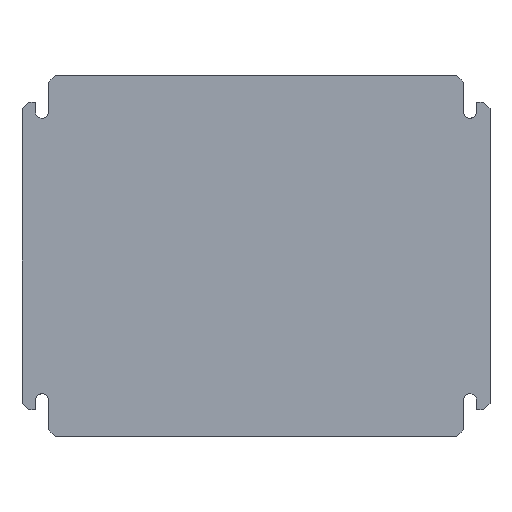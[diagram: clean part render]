
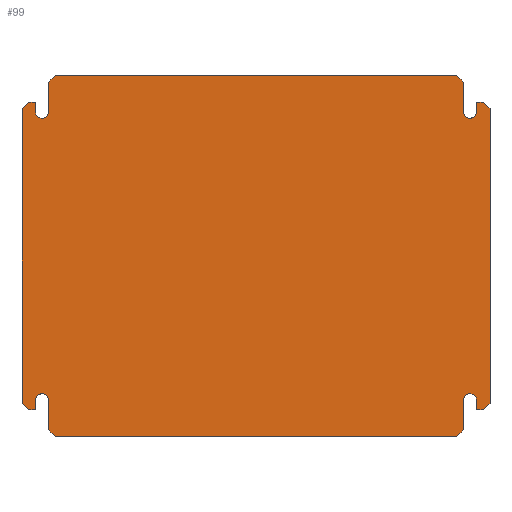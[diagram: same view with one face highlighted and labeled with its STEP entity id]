
A CAD part, top view. The second image highlights one B-rep face of the part: STEP entity #99.
In plain terms, the highlighted planar face has unit normal (0, 0, 1).
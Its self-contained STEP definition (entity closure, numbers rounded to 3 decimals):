
#99=ADVANCED_FACE('F3',(#155),#129,.T.);
#129=PLANE('',#675);
#155=FACE_OUTER_BOUND('',#185,.T.);
#185=EDGE_LOOP('',(#234,#235,#236,#237,#238,#239,#240,#241,#242,#243,#244,
#245,#246,#247,#248,#249,#250,#251,#252,#253,#254,#255,#256,#257,#258,#259,
#260,#261));
#215=CIRCLE('',#673,5.001);
#216=CIRCLE('',#674,5.001);
#219=(
BOUNDED_CURVE()
B_SPLINE_CURVE(2,(#850,#851,#852,#853,#854),.UNSPECIFIED.,.F.,.F.)
B_SPLINE_CURVE_WITH_KNOTS((3,2,3),(0.,0.5,1.),.UNSPECIFIED.)
CURVE()
GEOMETRIC_REPRESENTATION_ITEM()
RATIONAL_B_SPLINE_CURVE((1.,0.713,1.,0.713,1.))
REPRESENTATION_ITEM('')
);
#220=(
BOUNDED_CURVE()
B_SPLINE_CURVE(2,(#885,#886,#887,#888,#889),.UNSPECIFIED.,.F.,.F.)
B_SPLINE_CURVE_WITH_KNOTS((3,2,3),(0.,0.5,1.),
 .UNSPECIFIED.)
CURVE()
GEOMETRIC_REPRESENTATION_ITEM()
RATIONAL_B_SPLINE_CURVE((1.,0.713,1.,0.713,1.))
REPRESENTATION_ITEM('')
);
#224=B_SPLINE_CURVE_WITH_KNOTS('',1,(#845,#846),.UNSPECIFIED.,.F.,.F.,(2,
2),(0.,1.),.UNSPECIFIED.);
#225=B_SPLINE_CURVE_WITH_KNOTS('',3,(#878,#879,#880,#881),.UNSPECIFIED.,
 .F.,.F.,(4,4),(0.,1.),.UNSPECIFIED.);
#226=B_SPLINE_CURVE_WITH_KNOTS('',1,(#893,#894),.UNSPECIFIED.,.F.,.F.,(2,
2),(0.,1.),.UNSPECIFIED.);
#234=ORIENTED_EDGE('',*,*,#458,.T.);
#235=ORIENTED_EDGE('',*,*,#459,.T.);
#236=ORIENTED_EDGE('',*,*,#460,.T.);
#237=ORIENTED_EDGE('',*,*,#461,.T.);
#238=ORIENTED_EDGE('',*,*,#462,.T.);
#239=ORIENTED_EDGE('',*,*,#463,.T.);
#240=ORIENTED_EDGE('',*,*,#464,.T.);
#241=ORIENTED_EDGE('',*,*,#465,.T.);
#242=ORIENTED_EDGE('',*,*,#466,.T.);
#243=ORIENTED_EDGE('',*,*,#467,.T.);
#244=ORIENTED_EDGE('',*,*,#468,.T.);
#245=ORIENTED_EDGE('',*,*,#469,.T.);
#246=ORIENTED_EDGE('',*,*,#470,.T.);
#247=ORIENTED_EDGE('',*,*,#471,.T.);
#248=ORIENTED_EDGE('',*,*,#472,.T.);
#249=ORIENTED_EDGE('',*,*,#473,.T.);
#250=ORIENTED_EDGE('',*,*,#474,.T.);
#251=ORIENTED_EDGE('',*,*,#475,.T.);
#252=ORIENTED_EDGE('',*,*,#476,.T.);
#253=ORIENTED_EDGE('',*,*,#477,.T.);
#254=ORIENTED_EDGE('',*,*,#478,.T.);
#255=ORIENTED_EDGE('',*,*,#479,.T.);
#256=ORIENTED_EDGE('',*,*,#480,.T.);
#257=ORIENTED_EDGE('',*,*,#481,.T.);
#258=ORIENTED_EDGE('',*,*,#482,.T.);
#259=ORIENTED_EDGE('',*,*,#483,.T.);
#260=ORIENTED_EDGE('',*,*,#484,.T.);
#261=ORIENTED_EDGE('',*,*,#485,.T.);
#402=VERTEX_POINT('',#841);
#403=VERTEX_POINT('',#842);
#404=VERTEX_POINT('',#844);
#405=VERTEX_POINT('',#847);
#406=VERTEX_POINT('',#849);
#407=VERTEX_POINT('',#855);
#408=VERTEX_POINT('',#857);
#409=VERTEX_POINT('',#859);
#410=VERTEX_POINT('',#861);
#411=VERTEX_POINT('',#863);
#412=VERTEX_POINT('',#865);
#413=VERTEX_POINT('',#867);
#414=VERTEX_POINT('',#869);
#415=VERTEX_POINT('',#871);
#416=VERTEX_POINT('',#873);
#417=VERTEX_POINT('',#875);
#418=VERTEX_POINT('',#877);
#419=VERTEX_POINT('',#882);
#420=VERTEX_POINT('',#884);
#421=VERTEX_POINT('',#890);
#422=VERTEX_POINT('',#892);
#423=VERTEX_POINT('',#895);
#424=VERTEX_POINT('',#897);
#425=VERTEX_POINT('',#899);
#426=VERTEX_POINT('',#901);
#427=VERTEX_POINT('',#903);
#428=VERTEX_POINT('',#905);
#429=VERTEX_POINT('',#907);
#458=EDGE_CURVE('E29',#402,#403,#542,.T.);
#459=EDGE_CURVE('E30',#403,#404,#543,.T.);
#460=EDGE_CURVE('E31',#404,#405,#224,.T.);
#461=EDGE_CURVE('E32',#405,#406,#544,.T.);
#462=EDGE_CURVE('E33',#406,#407,#219,.T.);
#463=EDGE_CURVE('E34',#407,#408,#545,.T.);
#464=EDGE_CURVE('E35',#408,#409,#546,.T.);
#465=EDGE_CURVE('E36',#409,#410,#547,.T.);
#466=EDGE_CURVE('E37',#410,#411,#548,.T.);
#467=EDGE_CURVE('E38',#411,#412,#549,.T.);
#468=EDGE_CURVE('E39',#412,#413,#215,.T.);
#469=EDGE_CURVE('E40',#413,#414,#550,.T.);
#470=EDGE_CURVE('E41',#414,#415,#551,.T.);
#471=EDGE_CURVE('E42',#415,#416,#552,.T.);
#472=EDGE_CURVE('E43',#416,#417,#553,.T.);
#473=EDGE_CURVE('E44',#417,#418,#554,.T.);
#474=EDGE_CURVE('E45',#418,#419,#225,.T.);
#475=EDGE_CURVE('E46',#419,#420,#555,.T.);
#476=EDGE_CURVE('E47',#420,#421,#220,.T.);
#477=EDGE_CURVE('E48',#421,#422,#556,.T.);
#478=EDGE_CURVE('E49',#422,#423,#226,.T.);
#479=EDGE_CURVE('E50',#423,#424,#557,.T.);
#480=EDGE_CURVE('E51',#424,#425,#558,.T.);
#481=EDGE_CURVE('E52',#425,#426,#559,.T.);
#482=EDGE_CURVE('E53',#426,#427,#216,.T.);
#483=EDGE_CURVE('E54',#427,#428,#560,.T.);
#484=EDGE_CURVE('E55',#428,#429,#561,.T.);
#485=EDGE_CURVE('E56',#429,#402,#562,.T.);
#542=LINE('',#840,#607);
#543=LINE('',#843,#608);
#544=LINE('',#848,#609);
#545=LINE('',#856,#610);
#546=LINE('',#858,#611);
#547=LINE('',#860,#612);
#548=LINE('',#862,#613);
#549=LINE('',#864,#614);
#550=LINE('',#868,#615);
#551=LINE('',#870,#616);
#552=LINE('',#872,#617);
#553=LINE('',#874,#618);
#554=LINE('',#876,#619);
#555=LINE('',#883,#620);
#556=LINE('',#891,#621);
#557=LINE('',#896,#622);
#558=LINE('',#898,#623);
#559=LINE('',#900,#624);
#560=LINE('',#904,#625);
#561=LINE('',#906,#626);
#562=LINE('',#908,#627);
#607=VECTOR('',#708,1.);
#608=VECTOR('',#709,1.);
#609=VECTOR('',#710,1.);
#610=VECTOR('',#711,1.);
#611=VECTOR('',#712,1.);
#612=VECTOR('',#713,1.);
#613=VECTOR('',#714,1.);
#614=VECTOR('',#715,1.);
#615=VECTOR('',#718,1.);
#616=VECTOR('',#719,1.);
#617=VECTOR('',#720,1.);
#618=VECTOR('',#721,1.);
#619=VECTOR('',#722,1.);
#620=VECTOR('',#723,1.);
#621=VECTOR('',#724,1.);
#622=VECTOR('',#725,1.);
#623=VECTOR('',#726,1.);
#624=VECTOR('',#727,1.);
#625=VECTOR('',#730,1.);
#626=VECTOR('',#731,1.);
#627=VECTOR('',#732,1.);
#673=AXIS2_PLACEMENT_3D('',#866,#716,#717);
#674=AXIS2_PLACEMENT_3D('',#902,#728,#729);
#675=AXIS2_PLACEMENT_3D('',#909,#733,#734);
#708=DIRECTION('',(0.,-1.,0.));
#709=DIRECTION('',(0.707,-0.707,0.));
#710=DIRECTION('',(0.,1.,0.));
#711=DIRECTION('',(0.,-1.,0.));
#712=DIRECTION('',(0.707,-0.707,0.));
#713=DIRECTION('',(1.,0.,0.));
#714=DIRECTION('',(0.707,0.707,0.));
#715=DIRECTION('',(0.,1.,0.));
#716=DIRECTION('',(0.,0.,-1.));
#717=DIRECTION('',(-1.,0.,0.));
#718=DIRECTION('',(0.,-1.,0.));
#719=DIRECTION('',(1.,0.,0.));
#720=DIRECTION('',(0.707,0.707,0.));
#721=DIRECTION('',(0.,1.,0.));
#722=DIRECTION('',(-0.707,0.707,0.));
#723=DIRECTION('',(0.,-1.,0.));
#724=DIRECTION('',(0.,1.,0.));
#725=DIRECTION('',(-1.,0.,0.));
#726=DIRECTION('',(-0.707,-0.707,0.));
#727=DIRECTION('',(0.,-1.,0.));
#728=DIRECTION('',(0.,0.,-1.));
#729=DIRECTION('',(-1.,0.,0.));
#730=DIRECTION('',(0.,1.,0.));
#731=DIRECTION('',(-1.,0.,0.));
#732=DIRECTION('',(-0.707,-0.707,0.));
#733=DIRECTION('',(0.,0.,1.));
#734=DIRECTION('',(1.,0.,0.));
#840=CARTESIAN_POINT('',(-410.966,295.224,2.));
#841=CARTESIAN_POINT('',(-410.966,205.224,2.));
#842=CARTESIAN_POINT('',(-410.966,-14.776,2.));
#843=CARTESIAN_POINT('',(-408.466,-17.276,2.));
#844=CARTESIAN_POINT('',(-405.966,-19.776,2.));
#845=CARTESIAN_POINT('',(-405.966,-19.776,2.));
#846=CARTESIAN_POINT('',(-400.966,-19.776,2.));
#847=CARTESIAN_POINT('',(-400.966,-19.776,2.));
#848=CARTESIAN_POINT('',(-400.965,-19.776,2.));
#849=CARTESIAN_POINT('',(-400.965,-12.615,2.));
#850=CARTESIAN_POINT('',(-400.965,-12.615,2.));
#851=CARTESIAN_POINT('',(-400.804,-7.698,2.));
#852=CARTESIAN_POINT('',(-395.884,-7.779,2.));
#853=CARTESIAN_POINT('',(-390.965,-7.859,2.));
#854=CARTESIAN_POINT('',(-390.965,-12.779,2.));
#855=CARTESIAN_POINT('',(-390.965,-12.779,2.));
#856=CARTESIAN_POINT('',(-390.966,-23.777,2.));
#857=CARTESIAN_POINT('',(-390.966,-34.776,2.));
#858=CARTESIAN_POINT('',(-388.466,-37.276,2.));
#859=CARTESIAN_POINT('',(-385.966,-39.776,2.));
#860=CARTESIAN_POINT('',(-185.966,-39.776,2.));
#861=CARTESIAN_POINT('',(-85.966,-39.776,2.));
#862=CARTESIAN_POINT('',(-83.466,-37.276,2.));
#863=CARTESIAN_POINT('',(-80.966,-34.776,2.));
#864=CARTESIAN_POINT('',(-80.967,-23.777,2.));
#865=CARTESIAN_POINT('',(-80.968,-12.779,2.));
#866=CARTESIAN_POINT('',(-75.966,-12.779,2.));
#867=CARTESIAN_POINT('',(-70.968,-12.613,2.));
#868=CARTESIAN_POINT('',(-70.967,-16.194,2.));
#869=CARTESIAN_POINT('',(-70.967,-19.776,2.));
#870=CARTESIAN_POINT('',(-68.466,-19.776,2.));
#871=CARTESIAN_POINT('',(-65.966,-19.776,2.));
#872=CARTESIAN_POINT('',(-63.466,-17.276,2.));
#873=CARTESIAN_POINT('',(-60.966,-14.776,2.));
#874=CARTESIAN_POINT('',(-60.966,295.224,2.));
#875=CARTESIAN_POINT('',(-60.966,205.224,2.));
#876=CARTESIAN_POINT('',(-63.466,207.724,2.));
#877=CARTESIAN_POINT('',(-65.966,210.224,2.));
#878=CARTESIAN_POINT('',(-65.966,210.224,2.));
#879=CARTESIAN_POINT('',(-67.633,210.224,2.));
#880=CARTESIAN_POINT('',(-69.3,210.224,2.));
#881=CARTESIAN_POINT('',(-70.967,210.224,2.));
#882=CARTESIAN_POINT('',(-70.967,210.224,2.));
#883=CARTESIAN_POINT('',(-70.967,210.224,2.));
#884=CARTESIAN_POINT('',(-70.967,203.064,2.));
#885=CARTESIAN_POINT('',(-70.968,203.064,2.));
#886=CARTESIAN_POINT('',(-71.129,198.147,2.));
#887=CARTESIAN_POINT('',(-76.048,198.228,2.));
#888=CARTESIAN_POINT('',(-80.967,198.308,2.));
#889=CARTESIAN_POINT('',(-80.967,203.228,2.));
#890=CARTESIAN_POINT('',(-80.967,203.228,2.));
#891=CARTESIAN_POINT('',(-80.967,203.228,2.));
#892=CARTESIAN_POINT('',(-80.966,225.224,2.));
#893=CARTESIAN_POINT('',(-80.966,225.224,2.));
#894=CARTESIAN_POINT('',(-85.966,230.224,2.));
#895=CARTESIAN_POINT('',(-85.966,230.224,2.));
#896=CARTESIAN_POINT('',(-185.966,230.224,2.));
#897=CARTESIAN_POINT('',(-385.966,230.224,2.));
#898=CARTESIAN_POINT('',(-388.466,227.724,2.));
#899=CARTESIAN_POINT('',(-390.966,225.224,2.));
#900=CARTESIAN_POINT('',(-390.966,214.226,2.));
#901=CARTESIAN_POINT('',(-390.965,203.228,2.));
#902=CARTESIAN_POINT('',(-395.966,203.228,2.));
#903=CARTESIAN_POINT('',(-400.965,203.062,2.));
#904=CARTESIAN_POINT('',(-400.965,206.643,2.));
#905=CARTESIAN_POINT('',(-400.966,210.224,2.));
#906=CARTESIAN_POINT('',(-403.466,210.224,2.));
#907=CARTESIAN_POINT('',(-405.966,210.224,2.));
#908=CARTESIAN_POINT('',(-408.466,207.724,2.));
#909=CARTESIAN_POINT('',(39.034,630.224,2.));
